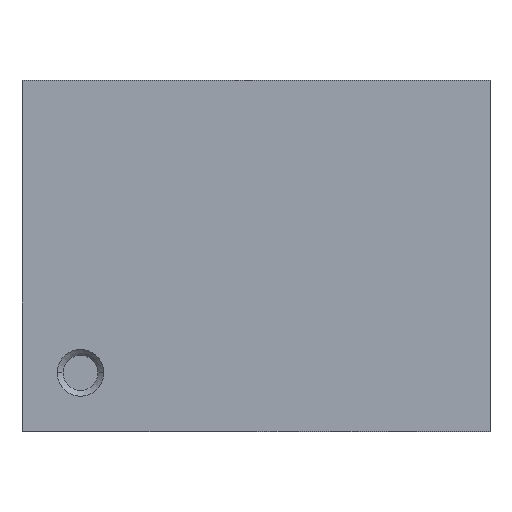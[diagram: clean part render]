
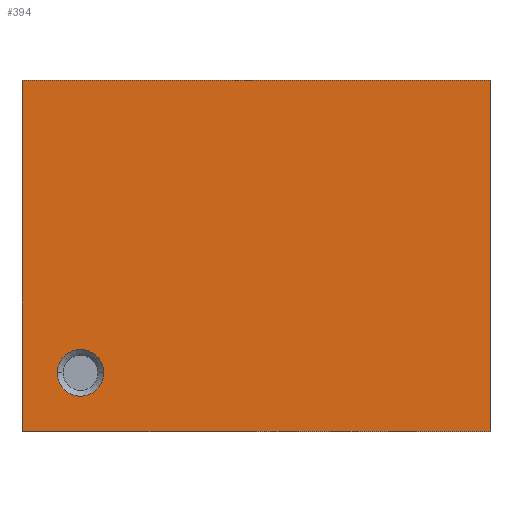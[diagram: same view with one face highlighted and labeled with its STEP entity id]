
A CAD part, top view. The second image highlights one B-rep face of the part: STEP entity #394.
In plain terms, the highlighted planar face has unit normal (0, 0, 1).
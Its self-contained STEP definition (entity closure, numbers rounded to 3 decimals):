
#8 = VERTEX_POINT ( 'NONE', #1932 ) ;
#53 = LINE ( 'NONE', #3001, #3372 ) ;
#100 = CIRCLE ( 'NONE', #187, 0.2 ) ;
#143 = EDGE_LOOP ( 'NONE', ( #3032, #3758 ) ) ;
#187 = AXIS2_PLACEMENT_3D ( 'NONE', #1107, #3363, #1432 ) ;
#394 = ADVANCED_FACE ( 'NONE', ( #3054, #3810 ), #2113, .F. ) ;
#521 = LINE ( 'NONE', #2166, #3079 ) ;
#612 = VERTEX_POINT ( 'NONE', #1001 ) ;
#848 = EDGE_LOOP ( 'NONE', ( #1503, #3035, #2958, #2519 ) ) ;
#893 = EDGE_CURVE ( 'NONE', #1260, #3798, #100, .T. ) ;
#1001 = CARTESIAN_POINT ( 'NONE',  ( 2., -1.5, 0.76 ) ) ;
#1074 = CARTESIAN_POINT ( 'NONE',  ( -1.7, -1., 0.76 ) ) ;
#1090 = CARTESIAN_POINT ( 'NONE',  ( -1.5, -1., 0.76 ) ) ;
#1107 = CARTESIAN_POINT ( 'NONE',  ( -1.5, -1., 0.76 ) ) ;
#1164 = VERTEX_POINT ( 'NONE', #1869 ) ;
#1211 = LINE ( 'NONE', #3020, #3684 ) ;
#1214 = LINE ( 'NONE', #1278, #2815 ) ;
#1260 = VERTEX_POINT ( 'NONE', #1959 ) ;
#1278 = CARTESIAN_POINT ( 'NONE',  ( -2., 1.5, 0.76 ) ) ;
#1347 = AXIS2_PLACEMENT_3D ( 'NONE', #1090, #3346, #1414 ) ;
#1414 = DIRECTION ( 'NONE',  ( 1., 0., 0. ) ) ;
#1432 = DIRECTION ( 'NONE',  ( 1., 0., 0. ) ) ;
#1468 = CARTESIAN_POINT ( 'NONE',  ( -2., -1.5, 0.76 ) ) ;
#1503 = ORIENTED_EDGE ( 'NONE', *, *, #1598, .T. ) ;
#1543 = DIRECTION ( 'NONE',  ( -1., 0., 0. ) ) ;
#1594 = DIRECTION ( 'NONE',  ( 0., -1., 0. ) ) ;
#1598 = EDGE_CURVE ( 'NONE', #2924, #8, #1214, .T. ) ;
#1800 = DIRECTION ( 'NONE',  ( -1., 0., 0. ) ) ;
#1869 = CARTESIAN_POINT ( 'NONE',  ( 2., 1.5, 0.76 ) ) ;
#1932 = CARTESIAN_POINT ( 'NONE',  ( -2., -1.5, 0.76 ) ) ;
#1959 = CARTESIAN_POINT ( 'NONE',  ( -1.3, -1., 0.76 ) ) ;
#2113 = PLANE ( 'NONE',  #2740 ) ;
#2166 = CARTESIAN_POINT ( 'NONE',  ( 2., -1.5, 0.76 ) ) ;
#2260 = EDGE_CURVE ( 'NONE', #1164, #2924, #1211, .T. ) ;
#2358 = DIRECTION ( 'NONE',  ( 0., 1., 0. ) ) ;
#2506 = CIRCLE ( 'NONE', #1347, 0.2 ) ;
#2519 = ORIENTED_EDGE ( 'NONE', *, *, #2260, .T. ) ;
#2740 = AXIS2_PLACEMENT_3D ( 'NONE', #1468, #3729, #1800 ) ;
#2815 = VECTOR ( 'NONE', #1594, 1000. ) ;
#2860 = CARTESIAN_POINT ( 'NONE',  ( -2., 1.5, 0.76 ) ) ;
#2924 = VERTEX_POINT ( 'NONE', #2860 ) ;
#2958 = ORIENTED_EDGE ( 'NONE', *, *, #3813, .T. ) ;
#3001 = CARTESIAN_POINT ( 'NONE',  ( 2., 1.5, 0.76 ) ) ;
#3020 = CARTESIAN_POINT ( 'NONE',  ( 2., 1.5, 0.76 ) ) ;
#3032 = ORIENTED_EDGE ( 'NONE', *, *, #893, .F. ) ;
#3035 = ORIENTED_EDGE ( 'NONE', *, *, #3208, .T. ) ;
#3054 = FACE_BOUND ( 'NONE', #143, .T. ) ;
#3079 = VECTOR ( 'NONE', #3450, 1000. ) ;
#3208 = EDGE_CURVE ( 'NONE', #8, #612, #521, .T. ) ;
#3346 = DIRECTION ( 'NONE',  ( 0., 0., 1. ) ) ;
#3363 = DIRECTION ( 'NONE',  ( 0., 0., 1. ) ) ;
#3372 = VECTOR ( 'NONE', #2358, 1000. ) ;
#3450 = DIRECTION ( 'NONE',  ( 1., 0., 0. ) ) ;
#3684 = VECTOR ( 'NONE', #1543, 1000. ) ;
#3729 = DIRECTION ( 'NONE',  ( 0., 0., -1. ) ) ;
#3758 = ORIENTED_EDGE ( 'NONE', *, *, #3832, .F. ) ;
#3798 = VERTEX_POINT ( 'NONE', #1074 ) ;
#3810 = FACE_OUTER_BOUND ( 'NONE', #848, .T. ) ;
#3813 = EDGE_CURVE ( 'NONE', #612, #1164, #53, .T. ) ;
#3832 = EDGE_CURVE ( 'NONE', #3798, #1260, #2506, .T. ) ;
